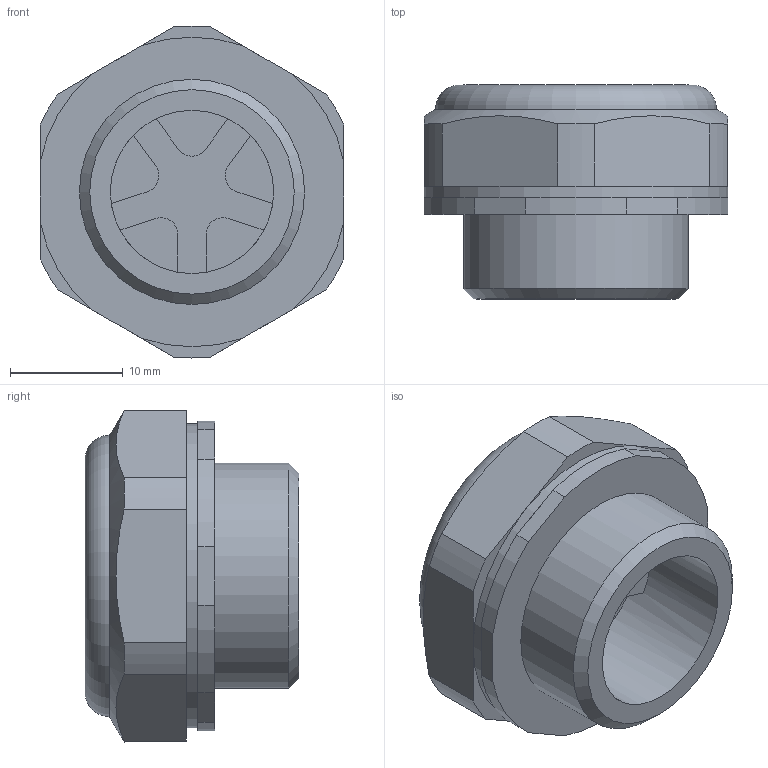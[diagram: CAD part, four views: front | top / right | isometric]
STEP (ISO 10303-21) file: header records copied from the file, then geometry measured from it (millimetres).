
FILE_DESCRIPTION( ( 'STEP AP214' ), '1' );
FILE_NAME( 'K0246.292015.stp', '2020-11-26T14:38:13', ( '' ), ( '' ), ' ', 'PARTsolutions', ' ' );
FILE_SCHEMA( ( 'AUTOMOTIVE_DESIGN { 1 0 10303 214 1 1 1 1 }' ) );
Length unit declared in the file: millimetre
Products named in the file (1): _K0246.292015
Bounding box: 27 x 19 x 29.49 mm (x, y, z)
Volume: 6757.3 mm3; surface area: 3213.2 mm2
Topology: 1 solids, 1 shells, 71 faces, 178 edges, 113 vertices
Faces by surface type: plane 45, cylinder 21, cone 3, torus 2
Full cylindrical faces by diameter (mm): 14.2 x1, 14.5 x1, 20 x1, 27 x1
Entity records: 2702 total; most frequent: CARTESIAN_POINT 417, DIRECTION 372, ORIENTED_EDGE 334, EDGE_CURVE 167, AXIS2_PLACEMENT_3D 139, VERTEX_POINT 112, LINE 94, VECTOR 94
